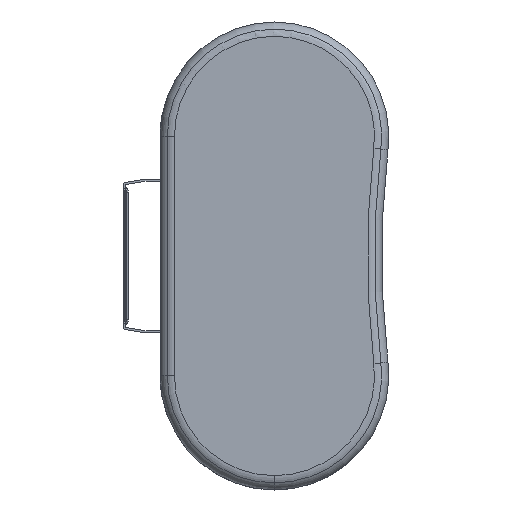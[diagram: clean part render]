
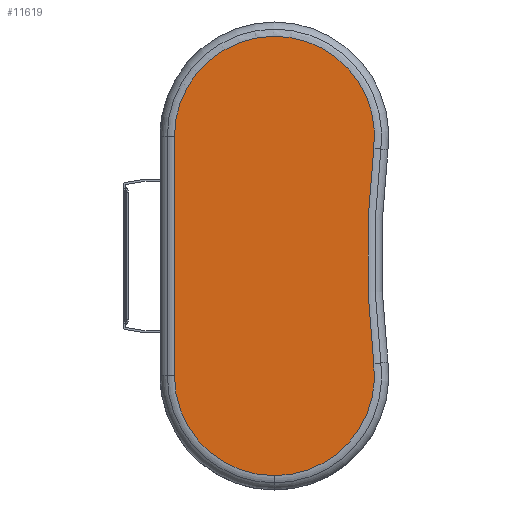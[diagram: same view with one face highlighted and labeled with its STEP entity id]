
A CAD part, left-side view. The second image highlights one B-rep face of the part: STEP entity #11619.
In plain terms, the highlighted planar face has unit normal (-1, 0, 0).
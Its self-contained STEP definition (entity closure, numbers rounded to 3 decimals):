
#500 = DIRECTION ( 'NONE',  ( 0., 0., -1. ) ) ;
#1071 = CARTESIAN_POINT ( 'NONE',  ( -287.5, 0., -16.75 ) ) ;
#1094 = CARTESIAN_POINT ( 'NONE',  ( -287.5, 0., -16.75 ) ) ;
#1225 = EDGE_CURVE ( 'NONE', #8441, #12969, #5782, .T. ) ;
#1415 = ORIENTED_EDGE ( 'NONE', *, *, #1225, .F. ) ;
#1544 = CARTESIAN_POINT ( 'NONE',  ( -287.5, 0., 0. ) ) ;
#1856 = EDGE_LOOP ( 'NONE', ( #4803, #7560, #8733, #5595, #1415 ) ) ;
#1920 = CARTESIAN_POINT ( 'NONE',  ( -287.5, 14., 16.75 ) ) ;
#2005 = AXIS2_PLACEMENT_3D ( 'NONE', #1094, #11321, #9273 ) ;
#2189 = DIRECTION ( 'NONE',  ( 1., 0., 0. ) ) ;
#2270 = CARTESIAN_POINT ( 'NONE',  ( -287.5, -13.901, -15.084 ) ) ;
#2993 = EDGE_CURVE ( 'NONE', #12969, #9719, #11059, .T. ) ;
#3411 = CIRCLE ( 'NONE', #11891, 14. ) ;
#3687 = FACE_OUTER_BOUND ( 'NONE', #1856, .T. ) ;
#3819 = AXIS2_PLACEMENT_3D ( 'NONE', #11277, #12313, #13347 ) ;
#4709 = EDGE_CURVE ( 'NONE', #13352, #8441, #3411, .T. ) ;
#4803 = ORIENTED_EDGE ( 'NONE', *, *, #4709, .F. ) ;
#4989 = DIRECTION ( 'NONE',  ( 0., 0., 1. ) ) ;
#5013 = VERTEX_POINT ( 'NONE', #6237 ) ;
#5595 = ORIENTED_EDGE ( 'NONE', *, *, #2993, .F. ) ;
#5663 = CIRCLE ( 'NONE', #9107, 14. ) ;
#5782 = CIRCLE ( 'NONE', #2005, 14. ) ;
#6020 = DIRECTION ( 'NONE',  ( 0., 0., -1. ) ) ;
#6237 = CARTESIAN_POINT ( 'NONE',  ( -287.5, -13.901, 15.084 ) ) ;
#6425 = AXIS2_PLACEMENT_3D ( 'NONE', #1544, #9905, #500 ) ;
#7341 = VECTOR ( 'NONE', #4989, 1000. ) ;
#7560 = ORIENTED_EDGE ( 'NONE', *, *, #9871, .F. ) ;
#8254 = DIRECTION ( 'NONE',  ( 0., 0., -1. ) ) ;
#8375 = CIRCLE ( 'NONE', #3819, 126.781 ) ;
#8441 = VERTEX_POINT ( 'NONE', #13086 ) ;
#8733 = ORIENTED_EDGE ( 'NONE', *, *, #11056, .F. ) ;
#8914 = CARTESIAN_POINT ( 'NONE',  ( -287.5, 14., 16.75 ) ) ;
#9081 = DIRECTION ( 'NONE',  ( 1., 0., 0. ) ) ;
#9107 = AXIS2_PLACEMENT_3D ( 'NONE', #13237, #9081, #6020 ) ;
#9273 = DIRECTION ( 'NONE',  ( 0., 0., -1. ) ) ;
#9614 = CARTESIAN_POINT ( 'NONE',  ( -287.5, 14., -16.75 ) ) ;
#9719 = VERTEX_POINT ( 'NONE', #8914 ) ;
#9871 = EDGE_CURVE ( 'NONE', #5013, #13352, #8375, .T. ) ;
#9905 = DIRECTION ( 'NONE',  ( -1., 0., 0. ) ) ;
#10838 = PLANE ( 'NONE',  #6425 ) ;
#11056 = EDGE_CURVE ( 'NONE', #9719, #5013, #5663, .T. ) ;
#11059 = LINE ( 'NONE', #1920, #7341 ) ;
#11277 = CARTESIAN_POINT ( 'NONE',  ( -287.5, -139.781, 0. ) ) ;
#11321 = DIRECTION ( 'NONE',  ( 1., 0., 0. ) ) ;
#11619 = ADVANCED_FACE ( 'NONE', ( #3687 ), #10838, .T. ) ;
#11891 = AXIS2_PLACEMENT_3D ( 'NONE', #1071, #2189, #8254 ) ;
#12313 = DIRECTION ( 'NONE',  ( -1., 0., 0. ) ) ;
#12969 = VERTEX_POINT ( 'NONE', #9614 ) ;
#13086 = CARTESIAN_POINT ( 'NONE',  ( -287.5, 0., -30.75 ) ) ;
#13237 = CARTESIAN_POINT ( 'NONE',  ( -287.5, 0., 16.75 ) ) ;
#13347 = DIRECTION ( 'NONE',  ( 0., 0., -1. ) ) ;
#13352 = VERTEX_POINT ( 'NONE', #2270 ) ;
